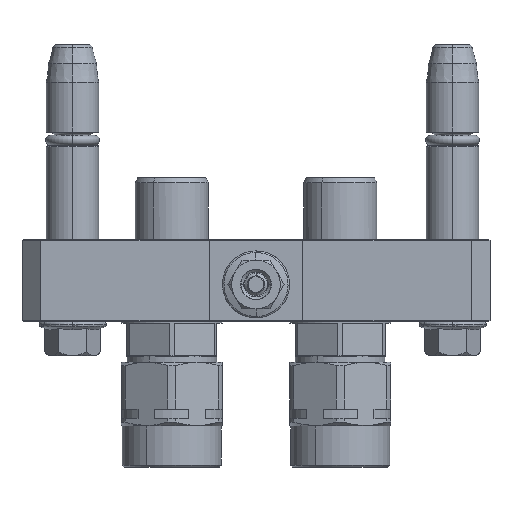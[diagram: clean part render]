
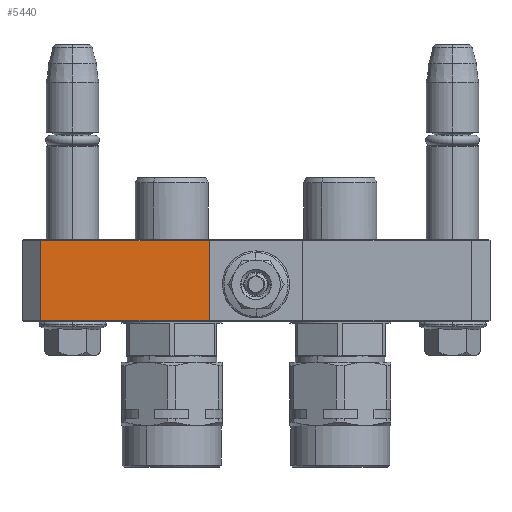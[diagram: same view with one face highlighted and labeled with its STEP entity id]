
A CAD part, front view. The second image highlights one B-rep face of the part: STEP entity #5440.
In plain terms, the highlighted face is planar.
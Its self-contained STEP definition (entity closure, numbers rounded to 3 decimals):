
#779 = ORIENTED_EDGE ( 'NONE', *, *, #18511, .F. ) ;
#912 = VECTOR ( 'NONE', #16553, 1000. ) ;
#1357 = LINE ( 'NONE', #11252, #912 ) ;
#2352 = LINE ( 'NONE', #7782, #22662 ) ;
#3353 = CARTESIAN_POINT ( 'NONE',  ( 5., 0.3, -37.5 ) ) ;
#4144 = DIRECTION ( 'NONE',  ( 0., -1., 0. ) ) ;
#5015 = ORIENTED_EDGE ( 'NONE', *, *, #32642, .F. ) ;
#5155 = EDGE_CURVE ( 'NONE', #8485, #15495, #2352, .T. ) ;
#5440 = ADVANCED_FACE ( 'NONE', ( #23875 ), #27320, .F. ) ;
#5472 = LINE ( 'NONE', #3353, #19562 ) ;
#6117 = CARTESIAN_POINT ( 'NONE',  ( -5., 22., -37.5 ) ) ;
#6476 = LINE ( 'NONE', #33398, #23483 ) ;
#7131 = EDGE_LOOP ( 'NONE', ( #7780, #21762, #5015, #779 ) ) ;
#7780 = ORIENTED_EDGE ( 'NONE', *, *, #5155, .T. ) ;
#7782 = CARTESIAN_POINT ( 'NONE',  ( 50., 21.7, -37.5 ) ) ;
#8485 = VERTEX_POINT ( 'NONE', #9701 ) ;
#9701 = CARTESIAN_POINT ( 'NONE',  ( 50., 21.7, -37.5 ) ) ;
#10402 = DIRECTION ( 'NONE',  ( 0., -1., 0. ) ) ;
#11180 = EDGE_CURVE ( 'NONE', #26559, #15495, #5472, .T. ) ;
#11252 = CARTESIAN_POINT ( 'NONE',  ( 50., 21.7, -37.5 ) ) ;
#11413 = CARTESIAN_POINT ( 'NONE',  ( 50., 0.3, -37.5 ) ) ;
#11458 = DIRECTION ( 'NONE',  ( 0., 0., 1. ) ) ;
#14522 = VERTEX_POINT ( 'NONE', #25536 ) ;
#15183 = CARTESIAN_POINT ( 'NONE',  ( 5., 0.3, -37.5 ) ) ;
#15495 = VERTEX_POINT ( 'NONE', #11413 ) ;
#16553 = DIRECTION ( 'NONE',  ( -1., 0., 0. ) ) ;
#18511 = EDGE_CURVE ( 'NONE', #8485, #14522, #1357, .T. ) ;
#19562 = VECTOR ( 'NONE', #21898, 1000. ) ;
#21762 = ORIENTED_EDGE ( 'NONE', *, *, #11180, .F. ) ;
#21898 = DIRECTION ( 'NONE',  ( 1., 0., 0. ) ) ;
#22662 = VECTOR ( 'NONE', #10402, 1000. ) ;
#23483 = VECTOR ( 'NONE', #4144, 1000. ) ;
#23875 = FACE_OUTER_BOUND ( 'NONE', #7131, .T. ) ;
#25536 = CARTESIAN_POINT ( 'NONE',  ( 5., 21.7, -37.5 ) ) ;
#26559 = VERTEX_POINT ( 'NONE', #15183 ) ;
#27085 = DIRECTION ( 'NONE',  ( 1., 0., 0. ) ) ;
#27320 = PLANE ( 'NONE',  #33640 ) ;
#32642 = EDGE_CURVE ( 'NONE', #14522, #26559, #6476, .T. ) ;
#33398 = CARTESIAN_POINT ( 'NONE',  ( 5., 21.7, -37.5 ) ) ;
#33640 = AXIS2_PLACEMENT_3D ( 'NONE', #6117, #11458, #27085 ) ;
